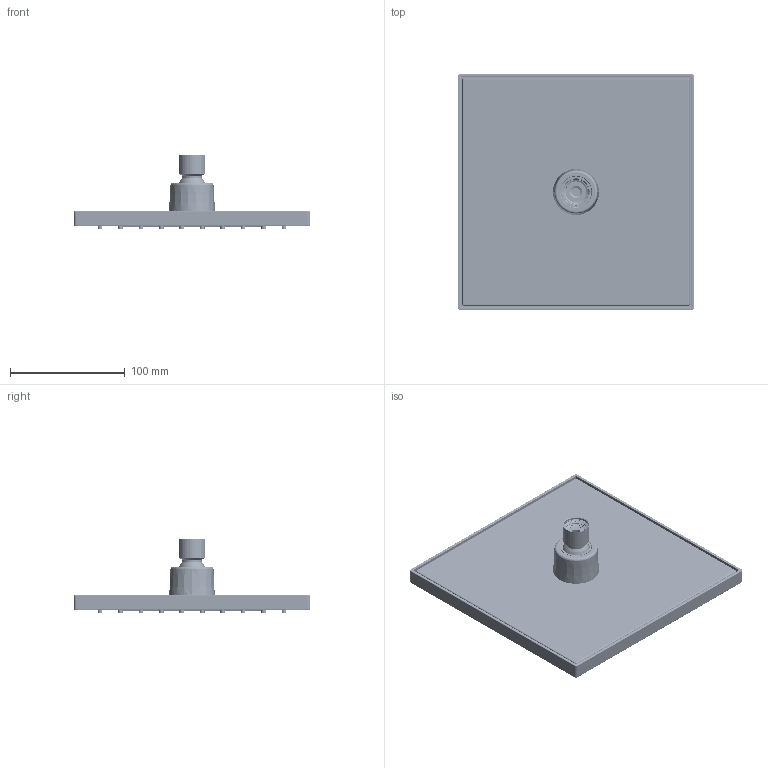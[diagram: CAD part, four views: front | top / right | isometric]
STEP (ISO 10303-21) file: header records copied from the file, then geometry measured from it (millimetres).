
FILE_DESCRIPTION((''),'2;1');
FILE_NAME('16A-00_ASM','2019-12-05T',('Administrator'),(''),'PRO/ENGINEER BY PARAMETRIC TECHNOLOGY CORPORATION, 2010280','PRO/ENGINEER BY PARAMETRIC TECHNOLOGY CORPORATION, 2010280','');
FILE_SCHEMA(('CONFIG_CONTROL_DESIGN'));
Products named in the file (10): 16A-01; 16A-02; MS035-03; MS023-04; MS024-10; O-RING-26X32; 16A-04; 29A-01; P-D; 16A-00_ASM
Assembly tree (10 placements, depth 2):
  16A-00_ASM
    16A-01
    16A-02
    MS035-03
    MS023-04
    MS024-10  x2
    O-RING-26X32
    16A-04
    29A-01
    P-D
Bounding box: 205.44 x 205.44 x 63.85 mm (x, y, z)
Volume: 363564.6 mm3; surface area: 334733.8 mm2
Topology: 13 solids, 13 shells, 4862 faces, 11409 edges, 7136 vertices
Faces by surface type: cylinder 1457, plane 1278, cone 1188, torus 481, bspline 247, sphere 211
Entity records: 166250 total; most frequent: CARTESIAN_POINT 54776, DIRECTION 24282, ORIENTED_EDGE 22436, EDGE_CURVE 11218, AXIS2_PLACEMENT_3D 10232, VERTEX_POINT 7025, EDGE_LOOP 5841, CIRCLE 5665
